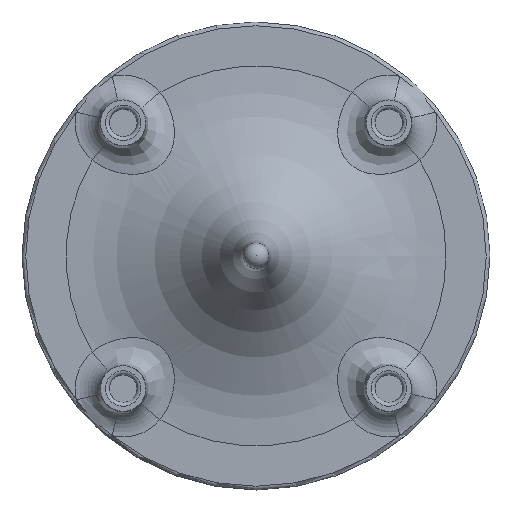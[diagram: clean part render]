
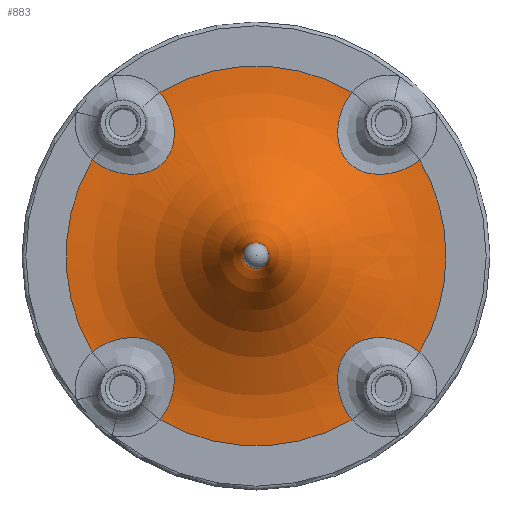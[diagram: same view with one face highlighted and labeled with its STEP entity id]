
A CAD part, top view. The second image highlights one B-rep face of the part: STEP entity #883.
In plain terms, the highlighted toroidal (fillet/blend) face has major radius 37.5 mm and minor radius 35 mm.
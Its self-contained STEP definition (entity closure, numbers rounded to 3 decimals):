
#103=B_SPLINE_CURVE_WITH_KNOTS('',3,(#1455,#1456,#1457,#1458,#1459,#1460,
#1461,#1462,#1463,#1464),.UNSPECIFIED.,.F.,.F.,(4,1,1,1,1,1,1,4),(0.,
0.407,0.813,1.22,1.626,2.033,
2.44,2.846),.UNSPECIFIED.);
#104=B_SPLINE_CURVE_WITH_KNOTS('',3,(#1474,#1475,#1476,#1477,#1478,#1479,
#1480,#1481,#1482,#1483),.UNSPECIFIED.,.F.,.F.,(4,1,1,1,1,1,1,4),(0.,
0.407,0.813,1.22,1.626,2.033,
2.44,2.846),.UNSPECIFIED.);
#105=B_SPLINE_CURVE_WITH_KNOTS('',3,(#1487,#1488,#1489,#1490,#1491,#1492,
#1493,#1494,#1495,#1496),.UNSPECIFIED.,.F.,.F.,(4,1,1,1,1,1,1,4),(0.,
0.407,0.813,1.22,1.626,2.033,
2.44,2.846),.UNSPECIFIED.);
#106=B_SPLINE_CURVE_WITH_KNOTS('',3,(#1500,#1501,#1502,#1503,#1504,#1505,
#1506,#1507,#1508,#1509),.UNSPECIFIED.,.F.,.F.,(4,1,1,1,1,1,1,4),(0.,0.407,
0.813,1.22,1.626,2.033,2.44,
2.846),.UNSPECIFIED.);
#162=FACE_OUTER_BOUND('',#215,.T.);
#215=EDGE_LOOP('',(#604,#605,#606,#607,#608,#609,#610,#611,#612,#613,#614,
#615,#616));
#293=CIRCLE('',#958,2.5);
#294=CIRCLE('',#959,35.);
#295=CIRCLE('',#960,37.5);
#296=CIRCLE('',#961,37.5);
#297=CIRCLE('',#962,37.5);
#298=CIRCLE('',#963,37.5);
#299=CIRCLE('',#964,37.5);
#300=CIRCLE('',#965,2.5);
#356=VERTEX_POINT('',#1318);
#364=VERTEX_POINT('',#1382);
#365=VERTEX_POINT('',#1466);
#366=VERTEX_POINT('',#1467);
#367=VERTEX_POINT('',#1469);
#368=VERTEX_POINT('',#1471);
#369=VERTEX_POINT('',#1473);
#370=VERTEX_POINT('',#1484);
#371=VERTEX_POINT('',#1486);
#372=VERTEX_POINT('',#1497);
#373=VERTEX_POINT('',#1499);
#460=EDGE_CURVE('',#356,#364,#103,.T.);
#461=EDGE_CURVE('',#365,#366,#293,.T.);
#462=EDGE_CURVE('',#365,#367,#294,.T.);
#463=EDGE_CURVE('',#367,#368,#295,.T.);
#464=EDGE_CURVE('',#369,#368,#104,.T.);
#465=EDGE_CURVE('',#369,#370,#296,.T.);
#466=EDGE_CURVE('',#371,#370,#105,.T.);
#467=EDGE_CURVE('',#371,#372,#297,.T.);
#468=EDGE_CURVE('',#373,#372,#106,.T.);
#469=EDGE_CURVE('',#373,#364,#298,.T.);
#470=EDGE_CURVE('',#356,#367,#299,.T.);
#471=EDGE_CURVE('',#366,#365,#300,.T.);
#604=ORIENTED_EDGE('',*,*,#461,.F.);
#605=ORIENTED_EDGE('',*,*,#462,.T.);
#606=ORIENTED_EDGE('',*,*,#463,.T.);
#607=ORIENTED_EDGE('',*,*,#464,.F.);
#608=ORIENTED_EDGE('',*,*,#465,.T.);
#609=ORIENTED_EDGE('',*,*,#466,.F.);
#610=ORIENTED_EDGE('',*,*,#467,.T.);
#611=ORIENTED_EDGE('',*,*,#468,.F.);
#612=ORIENTED_EDGE('',*,*,#469,.T.);
#613=ORIENTED_EDGE('',*,*,#460,.F.);
#614=ORIENTED_EDGE('',*,*,#470,.T.);
#615=ORIENTED_EDGE('',*,*,#462,.F.);
#616=ORIENTED_EDGE('',*,*,#471,.F.);
#867=TOROIDAL_SURFACE('',#957,37.5,35.);
#883=ADVANCED_FACE('',(#162),#867,.F.);
#957=AXIS2_PLACEMENT_3D('',#1465,#1087,#1088);
#958=AXIS2_PLACEMENT_3D('',#1468,#1089,#1090);
#959=AXIS2_PLACEMENT_3D('',#1470,#1091,#1092);
#960=AXIS2_PLACEMENT_3D('',#1472,#1093,#1094);
#961=AXIS2_PLACEMENT_3D('',#1485,#1095,#1096);
#962=AXIS2_PLACEMENT_3D('',#1498,#1097,#1098);
#963=AXIS2_PLACEMENT_3D('',#1510,#1099,#1100);
#964=AXIS2_PLACEMENT_3D('',#1511,#1101,#1102);
#965=AXIS2_PLACEMENT_3D('',#1512,#1103,#1104);
#1087=DIRECTION('center_axis',(0.,0.,-1.));
#1088=DIRECTION('ref_axis',(-1.,0.,0.));
#1089=DIRECTION('center_axis',(0.,0.,1.));
#1090=DIRECTION('ref_axis',(-1.,0.,0.));
#1091=DIRECTION('center_axis',(0.,-1.,0.));
#1092=DIRECTION('ref_axis',(1.,0.,0.));
#1093=DIRECTION('center_axis',(0.,0.,1.));
#1094=DIRECTION('ref_axis',(-1.,0.,0.));
#1095=DIRECTION('center_axis',(0.,0.,1.));
#1096=DIRECTION('ref_axis',(-1.,0.,0.));
#1097=DIRECTION('center_axis',(0.,0.,1.));
#1098=DIRECTION('ref_axis',(-1.,0.,0.));
#1099=DIRECTION('center_axis',(0.,0.,1.));
#1100=DIRECTION('ref_axis',(-1.,0.,0.));
#1101=DIRECTION('center_axis',(0.,0.,1.));
#1102=DIRECTION('ref_axis',(-1.,0.,0.));
#1103=DIRECTION('center_axis',(0.,0.,1.));
#1104=DIRECTION('ref_axis',(-1.,0.,0.));
#1318=CARTESIAN_POINT('',(32.351,-18.965,-41.5));
#1382=CARTESIAN_POINT('',(18.965,-32.351,-41.5));
#1455=CARTESIAN_POINT('Ctrl Pts',(32.351,-18.965,-41.5));
#1456=CARTESIAN_POINT('Ctrl Pts',(31.122,-17.98,-41.5));
#1457=CARTESIAN_POINT('Ctrl Pts',(28.263,-16.465,-41.277));
#1458=CARTESIAN_POINT('Ctrl Pts',(23.699,-15.863,-40.387));
#1459=CARTESIAN_POINT('Ctrl Pts',(19.67,-16.912,-39.509));
#1460=CARTESIAN_POINT('Ctrl Pts',(16.909,-19.668,-39.504));
#1461=CARTESIAN_POINT('Ctrl Pts',(15.862,-23.698,-40.386));
#1462=CARTESIAN_POINT('Ctrl Pts',(16.464,-28.262,-41.276));
#1463=CARTESIAN_POINT('Ctrl Pts',(17.98,-31.122,-41.5));
#1464=CARTESIAN_POINT('Ctrl Pts',(18.965,-32.351,-41.5));
#1465=CARTESIAN_POINT('Origin',(0.,0.,-6.5));
#1466=CARTESIAN_POINT('',(2.5,0.,-6.5));
#1467=CARTESIAN_POINT('',(-2.5,0.,-6.5));
#1468=CARTESIAN_POINT('Origin',(0.,0.,-6.5));
#1469=CARTESIAN_POINT('',(37.5,0.,-41.5));
#1470=CARTESIAN_POINT('Origin',(37.5,0.,-6.5));
#1471=CARTESIAN_POINT('',(32.351,18.965,-41.5));
#1472=CARTESIAN_POINT('Origin',(0.,0.,-41.5));
#1473=CARTESIAN_POINT('',(18.965,32.351,-41.5));
#1474=CARTESIAN_POINT('Ctrl Pts',(18.965,32.351,-41.5));
#1475=CARTESIAN_POINT('Ctrl Pts',(17.98,31.122,-41.5));
#1476=CARTESIAN_POINT('Ctrl Pts',(16.464,28.262,-41.276));
#1477=CARTESIAN_POINT('Ctrl Pts',(15.862,23.698,-40.386));
#1478=CARTESIAN_POINT('Ctrl Pts',(16.909,19.668,-39.504));
#1479=CARTESIAN_POINT('Ctrl Pts',(19.67,16.912,-39.509));
#1480=CARTESIAN_POINT('Ctrl Pts',(23.699,15.863,-40.387));
#1481=CARTESIAN_POINT('Ctrl Pts',(28.263,16.465,-41.277));
#1482=CARTESIAN_POINT('Ctrl Pts',(31.122,17.98,-41.5));
#1483=CARTESIAN_POINT('Ctrl Pts',(32.351,18.965,-41.5));
#1484=CARTESIAN_POINT('',(-18.965,32.351,-41.5));
#1485=CARTESIAN_POINT('Origin',(0.,0.,-41.5));
#1486=CARTESIAN_POINT('',(-32.351,18.965,-41.5));
#1487=CARTESIAN_POINT('Ctrl Pts',(-32.351,18.965,-41.5));
#1488=CARTESIAN_POINT('Ctrl Pts',(-31.122,17.98,-41.5));
#1489=CARTESIAN_POINT('Ctrl Pts',(-28.262,16.464,-41.276));
#1490=CARTESIAN_POINT('Ctrl Pts',(-23.698,15.862,-40.386));
#1491=CARTESIAN_POINT('Ctrl Pts',(-19.668,16.909,-39.504));
#1492=CARTESIAN_POINT('Ctrl Pts',(-16.912,19.67,-39.509));
#1493=CARTESIAN_POINT('Ctrl Pts',(-15.863,23.699,-40.387));
#1494=CARTESIAN_POINT('Ctrl Pts',(-16.465,28.263,-41.277));
#1495=CARTESIAN_POINT('Ctrl Pts',(-17.98,31.122,-41.5));
#1496=CARTESIAN_POINT('Ctrl Pts',(-18.965,32.351,-41.5));
#1497=CARTESIAN_POINT('',(-32.351,-18.965,-41.5));
#1498=CARTESIAN_POINT('Origin',(0.,0.,-41.5));
#1499=CARTESIAN_POINT('',(-18.965,-32.351,-41.5));
#1500=CARTESIAN_POINT('Ctrl Pts',(-18.965,-32.351,-41.5));
#1501=CARTESIAN_POINT('Ctrl Pts',(-17.98,-31.122,-41.5));
#1502=CARTESIAN_POINT('Ctrl Pts',(-16.464,-28.26,-41.277));
#1503=CARTESIAN_POINT('Ctrl Pts',(-15.862,-23.699,-40.385));
#1504=CARTESIAN_POINT('Ctrl Pts',(-16.909,-19.668,-39.504));
#1505=CARTESIAN_POINT('Ctrl Pts',(-19.67,-16.912,-39.509));
#1506=CARTESIAN_POINT('Ctrl Pts',(-23.699,-15.863,-40.387));
#1507=CARTESIAN_POINT('Ctrl Pts',(-28.263,-16.465,-41.277));
#1508=CARTESIAN_POINT('Ctrl Pts',(-31.122,-17.98,-41.5));
#1509=CARTESIAN_POINT('Ctrl Pts',(-32.351,-18.965,-41.5));
#1510=CARTESIAN_POINT('Origin',(0.,0.,-41.5));
#1511=CARTESIAN_POINT('Origin',(0.,0.,-41.5));
#1512=CARTESIAN_POINT('Origin',(0.,0.,-6.5));
